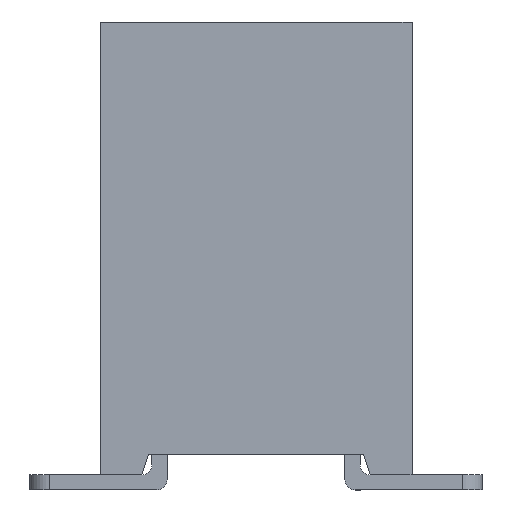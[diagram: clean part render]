
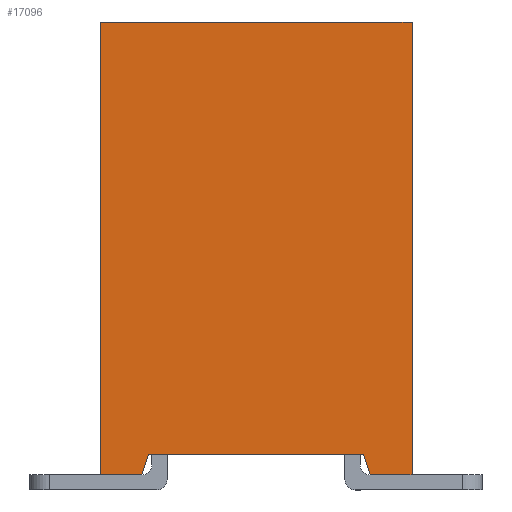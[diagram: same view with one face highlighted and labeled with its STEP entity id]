
A CAD part, left-side view. The second image highlights one B-rep face of the part: STEP entity #17096.
In plain terms, the highlighted planar face has unit normal (-1, 0, 0).
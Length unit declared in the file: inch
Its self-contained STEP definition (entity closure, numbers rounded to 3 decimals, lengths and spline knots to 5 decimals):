
#367 = DIRECTION ( 'NONE',  ( 0., 0., -1. ) ) ;
#370 = CARTESIAN_POINT ( 'NONE',  ( -0.63287, -0.06102, -0.07776 ) ) ;
#372 = DIRECTION ( 'NONE',  ( 0., -1., 0. ) ) ;
#515 = DIRECTION ( 'NONE',  ( 0., 0.316, -0.949 ) ) ;
#517 = CARTESIAN_POINT ( 'NONE',  ( -0.63287, -0.04206, -0.07776 ) ) ;
#524 = CARTESIAN_POINT ( 'NONE',  ( -0.63287, -0.00846, -0.08563 ) ) ;
#531 = DIRECTION ( 'NONE',  ( 0., -1., 0. ) ) ;
#578 = CARTESIAN_POINT ( 'NONE',  ( -0.63287, 0.04075, -0.07382 ) ) ;
#583 = DIRECTION ( 'NONE',  ( 0., 1., 0. ) ) ;
#597 = DIRECTION ( 'NONE',  ( 0., -0.316, -0.949 ) ) ;
#603 = CARTESIAN_POINT ( 'NONE',  ( -0.63287, 0.06102, 0.06398 ) ) ;
#1031 = EDGE_LOOP ( 'NONE', ( #13765, #13764, #13763, #13762, #13761, #13760, #13759, #13758 ) ) ;
#3716 = LINE ( 'NONE', #4501, #3719 ) ;
#3719 = VECTOR ( 'NONE', #4499, 39.37008 ) ;
#3720 = LINE ( 'NONE', #4487, #3723 ) ;
#3723 = VECTOR ( 'NONE', #4486, 39.37008 ) ;
#3724 = LINE ( 'NONE', #4490, #3727 ) ;
#3727 = VECTOR ( 'NONE', #583, 39.37008 ) ;
#3738 = LINE ( 'NONE', #603, #3749 ) ;
#3748 = LINE ( 'NONE', #370, #3751 ) ;
#3749 = VECTOR ( 'NONE', #367, 39.37008 ) ;
#3751 = VECTOR ( 'NONE', #372, 39.37008 ) ;
#3782 = LINE ( 'NONE', #517, #3785 ) ;
#3785 = VECTOR ( 'NONE', #597, 39.37008 ) ;
#3786 = LINE ( 'NONE', #524, #3789 ) ;
#3788 = LINE ( 'NONE', #578, #3791 ) ;
#3789 = VECTOR ( 'NONE', #531, 39.37008 ) ;
#3791 = VECTOR ( 'NONE', #515, 39.37008 ) ;
#3991 = FACE_OUTER_BOUND ( 'NONE', #1031, .T. ) ;
#4486 = DIRECTION ( 'NONE',  ( 0., -1., 0. ) ) ;
#4487 = CARTESIAN_POINT ( 'NONE',  ( -0.63287, -0.05846, -0.08563 ) ) ;
#4490 = CARTESIAN_POINT ( 'NONE',  ( -0.63287, -0.06102, 0.09154 ) ) ;
#4499 = DIRECTION ( 'NONE',  ( 0., 0., -1. ) ) ;
#4501 = CARTESIAN_POINT ( 'NONE',  ( -0.63287, -0.06102, 0.06398 ) ) ;
#5558 = EDGE_CURVE ( 'NONE', #11827, #11888, #3716, .T. ) ;
#5560 = EDGE_CURVE ( 'NONE', #11887, #11888, #3720, .T. ) ;
#5562 = EDGE_CURVE ( 'NONE', #11827, #11840, #3724, .T. ) ;
#5573 = EDGE_CURVE ( 'NONE', #11840, #11856, #3738, .T. ) ;
#5574 = EDGE_CURVE ( 'NONE', #11809, #11806, #3748, .T. ) ;
#5598 = EDGE_CURVE ( 'NONE', #11806, #11887, #3782, .T. ) ;
#5601 = EDGE_CURVE ( 'NONE', #11856, #11714, #3786, .T. ) ;
#5602 = EDGE_CURVE ( 'NONE', #11809, #11714, #3788, .T. ) ;
#10145 = AXIS2_PLACEMENT_3D ( 'NONE', #15294, #15295, #15296 ) ;
#11714 = VERTEX_POINT ( 'NONE', #18193 ) ;
#11806 = VERTEX_POINT ( 'NONE', #12750 ) ;
#11809 = VERTEX_POINT ( 'NONE', #12739 ) ;
#11827 = VERTEX_POINT ( 'NONE', #12515 ) ;
#11840 = VERTEX_POINT ( 'NONE', #12436 ) ;
#11856 = VERTEX_POINT ( 'NONE', #12490 ) ;
#11887 = VERTEX_POINT ( 'NONE', #12353 ) ;
#11888 = VERTEX_POINT ( 'NONE', #12350 ) ;
#12350 = CARTESIAN_POINT ( 'NONE',  ( -0.63287, -0.06102, -0.08563 ) ) ;
#12353 = CARTESIAN_POINT ( 'NONE',  ( -0.63287, -0.04469, -0.08563 ) ) ;
#12436 = CARTESIAN_POINT ( 'NONE',  ( -0.63287, 0.06102, 0.09154 ) ) ;
#12490 = CARTESIAN_POINT ( 'NONE',  ( -0.63287, 0.06102, -0.08563 ) ) ;
#12515 = CARTESIAN_POINT ( 'NONE',  ( -0.63287, -0.06102, 0.09154 ) ) ;
#12739 = CARTESIAN_POINT ( 'NONE',  ( -0.63287, 0.04206, -0.07776 ) ) ;
#12750 = CARTESIAN_POINT ( 'NONE',  ( -0.63287, -0.04206, -0.07776 ) ) ;
#13758 = ORIENTED_EDGE ( 'NONE', *, *, #5562, .T. ) ;
#13759 = ORIENTED_EDGE ( 'NONE', *, *, #5558, .F. ) ;
#13760 = ORIENTED_EDGE ( 'NONE', *, *, #5560, .T. ) ;
#13761 = ORIENTED_EDGE ( 'NONE', *, *, #5598, .T. ) ;
#13762 = ORIENTED_EDGE ( 'NONE', *, *, #5574, .T. ) ;
#13763 = ORIENTED_EDGE ( 'NONE', *, *, #5602, .F. ) ;
#13764 = ORIENTED_EDGE ( 'NONE', *, *, #5601, .T. ) ;
#13765 = ORIENTED_EDGE ( 'NONE', *, *, #5573, .T. ) ;
#15275 = PLANE ( 'NONE',  #10145 ) ;
#15294 = CARTESIAN_POINT ( 'NONE',  ( -0.63287, -0.06102, 0.06398 ) ) ;
#15295 = DIRECTION ( 'NONE',  ( -1., 0., 0. ) ) ;
#15296 = DIRECTION ( 'NONE',  ( 0., 0., 1. ) ) ;
#17096 = ADVANCED_FACE ( 'NONE', ( #3991 ), #15275, .T. ) ;
#18193 = CARTESIAN_POINT ( 'NONE',  ( -0.63287, 0.04469, -0.08563 ) ) ;
